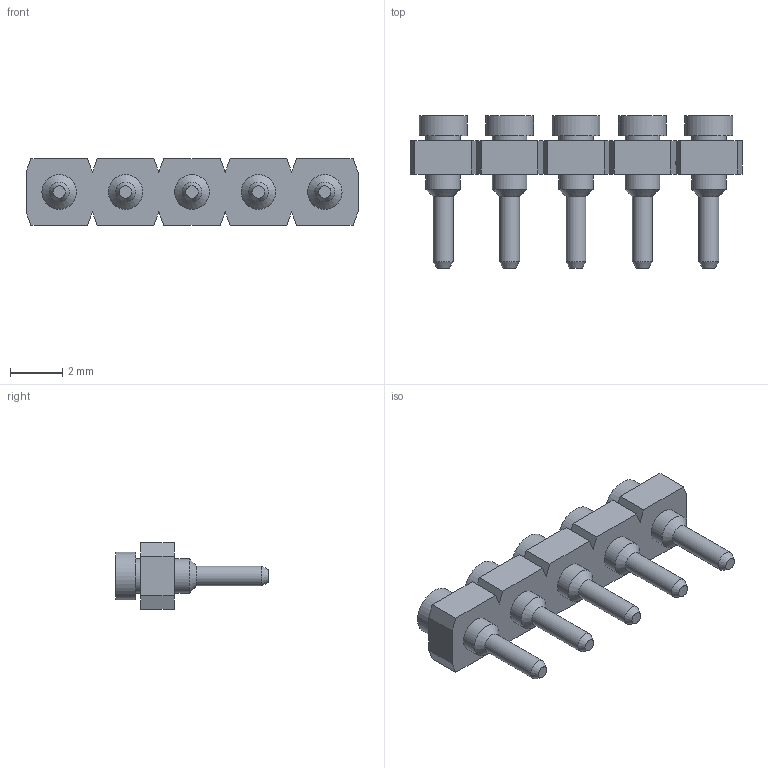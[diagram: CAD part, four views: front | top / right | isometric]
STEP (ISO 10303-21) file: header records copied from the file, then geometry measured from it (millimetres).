
FILE_DESCRIPTION( ( 'STEP AP214' ), '1' );
FILE_NAME( 'SL-105-G-10.stp', '2019-02-19T11:02:08', ( '' ), ( '' ), ' ', 'PARTsolutions', ' ' );
FILE_SCHEMA( ( 'AUTOMOTIVE_DESIGN { 1 0 10303 214 1 1 1 1 }' ) );
Length unit declared in the file: inch
Products named in the file (3): SL-105-G-10; _SL-105_socket; _SC-3P1_pins
Assembly tree (6 placements, depth 2):
  SL-105-G-10
    _SL-105_socket
    _SC-3P1_pins  x5
Bounding box: 12.7 x 5.84 x 2.54 mm (x, y, z)
Volume: 52 mm3; surface area: 299 mm2
Topology: 6 solids, 6 shells, 124 faces, 261 edges, 164 vertices
Faces by surface type: plane 59, cylinder 35, cone 30
Full cylindrical faces by diameter (mm): 0.533 x5, 0.762 x5, 0.864 x5, 1.321 x15, 1.829 x5
Entity records: 2118 total; most frequent: CARTESIAN_POINT 276, DIRECTION 274, ORIENTED_EDGE 244, EDGE_CURVE 122, LINE 96, VECTOR 96, VERTEX_POINT 91, AXIS2_PLACEMENT_3D 89
